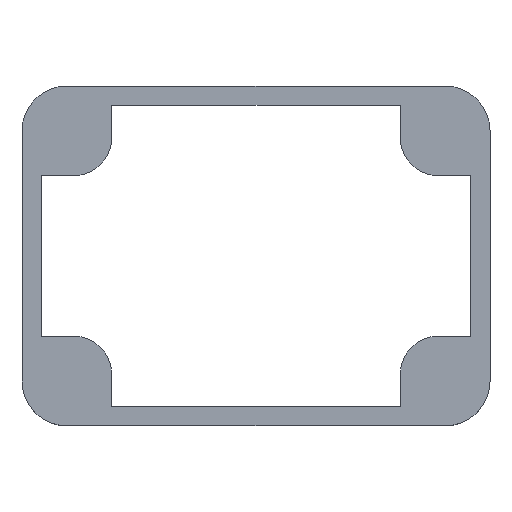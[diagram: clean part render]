
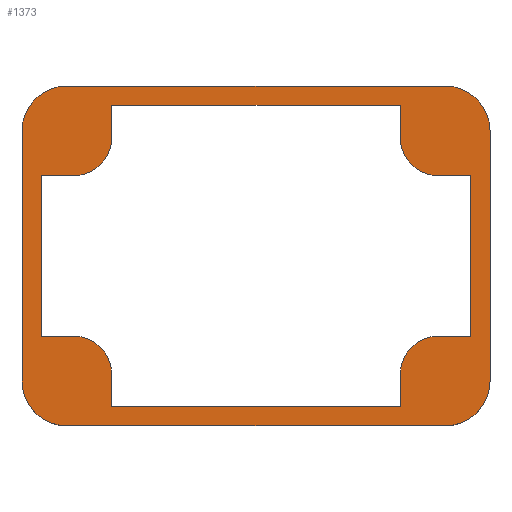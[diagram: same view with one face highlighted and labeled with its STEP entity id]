
A CAD part, top view. The second image highlights one B-rep face of the part: STEP entity #1373.
In plain terms, the highlighted planar face has unit normal (0, 0, 1).
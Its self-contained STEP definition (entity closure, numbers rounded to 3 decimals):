
#19=FACE_BOUND('',#246,.T.);
#90=CIRCLE('',#1468,6.);
#91=CIRCLE('',#1472,6.);
#92=CIRCLE('',#1476,6.);
#93=CIRCLE('',#1481,6.);
#94=CIRCLE('',#1487,7.);
#95=CIRCLE('',#1490,7.);
#96=CIRCLE('',#1493,7.);
#97=CIRCLE('',#1496,7.);
#167=FACE_OUTER_BOUND('',#245,.T.);
#245=EDGE_LOOP('',(#1212,#1213,#1214,#1215,#1216,#1217,#1218,#1219));
#246=EDGE_LOOP('',(#1220,#1221,#1222,#1223,#1224,#1225,#1226,#1227,#1228,
#1229,#1230,#1231,#1232,#1233,#1234,#1235));
#318=LINE('',#2054,#461);
#341=LINE('',#2116,#484);
#366=LINE('',#2209,#509);
#367=LINE('',#2212,#510);
#370=LINE('',#2219,#513);
#371=LINE('',#2222,#514);
#374=LINE('',#2230,#517);
#376=LINE('',#2234,#519);
#378=LINE('',#2238,#521);
#381=LINE('',#2246,#524);
#383=LINE('',#2250,#526);
#385=LINE('',#2253,#528);
#387=LINE('',#2258,#530);
#390=LINE('',#2266,#533);
#393=LINE('',#2274,#536);
#396=LINE('',#2282,#539);
#461=VECTOR('',#1629,10.);
#484=VECTOR('',#1692,10.);
#509=VECTOR('',#1791,10.);
#510=VECTOR('',#1794,10.);
#513=VECTOR('',#1803,10.);
#514=VECTOR('',#1806,10.);
#517=VECTOR('',#1815,10.);
#519=VECTOR('',#1819,10.);
#521=VECTOR('',#1823,10.);
#524=VECTOR('',#1832,10.);
#526=VECTOR('',#1836,10.);
#528=VECTOR('',#1840,10.);
#530=VECTOR('',#1844,10.);
#533=VECTOR('',#1853,10.);
#536=VECTOR('',#1862,10.);
#539=VECTOR('',#1871,10.);
#601=VERTEX_POINT('',#2051);
#602=VERTEX_POINT('',#2053);
#620=VERTEX_POINT('',#2113);
#621=VERTEX_POINT('',#2115);
#651=VERTEX_POINT('',#2203);
#652=VERTEX_POINT('',#2205);
#653=VERTEX_POINT('',#2211);
#654=VERTEX_POINT('',#2215);
#655=VERTEX_POINT('',#2221);
#656=VERTEX_POINT('',#2225);
#657=VERTEX_POINT('',#2229);
#658=VERTEX_POINT('',#2233);
#659=VERTEX_POINT('',#2237);
#660=VERTEX_POINT('',#2241);
#661=VERTEX_POINT('',#2245);
#662=VERTEX_POINT('',#2249);
#663=VERTEX_POINT('',#2255);
#664=VERTEX_POINT('',#2257);
#665=VERTEX_POINT('',#2261);
#666=VERTEX_POINT('',#2265);
#667=VERTEX_POINT('',#2269);
#668=VERTEX_POINT('',#2273);
#669=VERTEX_POINT('',#2277);
#670=VERTEX_POINT('',#2281);
#746=EDGE_CURVE('',#602,#601,#318,.T.);
#778=EDGE_CURVE('',#621,#620,#341,.T.);
#821=EDGE_CURVE('',#652,#651,#90,.T.);
#823=EDGE_CURVE('',#620,#652,#366,.T.);
#824=EDGE_CURVE('',#653,#621,#367,.T.);
#826=EDGE_CURVE('',#654,#653,#91,.T.);
#828=EDGE_CURVE('',#601,#654,#370,.T.);
#829=EDGE_CURVE('',#655,#602,#371,.T.);
#831=EDGE_CURVE('',#656,#655,#92,.T.);
#833=EDGE_CURVE('',#657,#656,#374,.T.);
#835=EDGE_CURVE('',#658,#657,#376,.T.);
#837=EDGE_CURVE('',#659,#658,#378,.T.);
#839=EDGE_CURVE('',#660,#659,#93,.T.);
#841=EDGE_CURVE('',#661,#660,#381,.T.);
#843=EDGE_CURVE('',#662,#661,#383,.T.);
#845=EDGE_CURVE('',#651,#662,#385,.T.);
#847=EDGE_CURVE('',#664,#663,#387,.T.);
#849=EDGE_CURVE('',#665,#664,#94,.T.);
#851=EDGE_CURVE('',#666,#665,#390,.T.);
#853=EDGE_CURVE('',#667,#666,#95,.T.);
#855=EDGE_CURVE('',#668,#667,#393,.T.);
#857=EDGE_CURVE('',#669,#668,#96,.T.);
#859=EDGE_CURVE('',#670,#669,#396,.T.);
#861=EDGE_CURVE('',#663,#670,#97,.T.);
#1212=ORIENTED_EDGE('',*,*,#861,.T.);
#1213=ORIENTED_EDGE('',*,*,#859,.T.);
#1214=ORIENTED_EDGE('',*,*,#857,.T.);
#1215=ORIENTED_EDGE('',*,*,#855,.T.);
#1216=ORIENTED_EDGE('',*,*,#853,.T.);
#1217=ORIENTED_EDGE('',*,*,#851,.T.);
#1218=ORIENTED_EDGE('',*,*,#849,.T.);
#1219=ORIENTED_EDGE('',*,*,#847,.T.);
#1220=ORIENTED_EDGE('',*,*,#845,.T.);
#1221=ORIENTED_EDGE('',*,*,#843,.T.);
#1222=ORIENTED_EDGE('',*,*,#841,.T.);
#1223=ORIENTED_EDGE('',*,*,#839,.T.);
#1224=ORIENTED_EDGE('',*,*,#837,.T.);
#1225=ORIENTED_EDGE('',*,*,#835,.T.);
#1226=ORIENTED_EDGE('',*,*,#833,.T.);
#1227=ORIENTED_EDGE('',*,*,#831,.T.);
#1228=ORIENTED_EDGE('',*,*,#829,.T.);
#1229=ORIENTED_EDGE('',*,*,#746,.T.);
#1230=ORIENTED_EDGE('',*,*,#828,.T.);
#1231=ORIENTED_EDGE('',*,*,#826,.T.);
#1232=ORIENTED_EDGE('',*,*,#824,.T.);
#1233=ORIENTED_EDGE('',*,*,#778,.T.);
#1234=ORIENTED_EDGE('',*,*,#823,.T.);
#1235=ORIENTED_EDGE('',*,*,#821,.T.);
#1303=PLANE('',#1497);
#1373=ADVANCED_FACE('',(#167,#19),#1303,.T.);
#1468=AXIS2_PLACEMENT_3D('',#2206,#1786,#1787);
#1472=AXIS2_PLACEMENT_3D('',#2216,#1798,#1799);
#1476=AXIS2_PLACEMENT_3D('',#2226,#1810,#1811);
#1481=AXIS2_PLACEMENT_3D('',#2242,#1827,#1828);
#1487=AXIS2_PLACEMENT_3D('',#2262,#1848,#1849);
#1490=AXIS2_PLACEMENT_3D('',#2270,#1857,#1858);
#1493=AXIS2_PLACEMENT_3D('',#2278,#1866,#1867);
#1496=AXIS2_PLACEMENT_3D('',#2285,#1875,#1876);
#1497=AXIS2_PLACEMENT_3D('',#2286,#1877,#1878);
#1629=DIRECTION('',(0.,1.,0.));
#1692=DIRECTION('',(1.,0.,0.));
#1786=DIRECTION('center_axis',(0.,0.,1.));
#1787=DIRECTION('ref_axis',(-1.,0.,0.));
#1791=DIRECTION('',(0.,-1.,0.));
#1794=DIRECTION('',(0.,1.,0.));
#1798=DIRECTION('center_axis',(0.,0.,1.));
#1799=DIRECTION('ref_axis',(0.,-1.,0.));
#1803=DIRECTION('',(1.,0.,0.));
#1806=DIRECTION('',(-1.,0.,0.));
#1810=DIRECTION('center_axis',(0.,0.,1.));
#1811=DIRECTION('ref_axis',(1.,0.,0.));
#1815=DIRECTION('',(0.,1.,0.));
#1819=DIRECTION('',(-1.,0.,0.));
#1823=DIRECTION('',(0.,-1.,0.));
#1827=DIRECTION('center_axis',(0.,0.,1.));
#1828=DIRECTION('ref_axis',(0.,1.,0.));
#1832=DIRECTION('',(-1.,0.,0.));
#1836=DIRECTION('',(0.,-1.,0.));
#1840=DIRECTION('',(1.,0.,0.));
#1844=DIRECTION('',(-1.,0.,0.));
#1848=DIRECTION('center_axis',(0.,0.,1.));
#1849=DIRECTION('ref_axis',(1.,0.,0.));
#1853=DIRECTION('',(0.,1.,0.));
#1857=DIRECTION('center_axis',(0.,0.,1.));
#1858=DIRECTION('ref_axis',(0.,-1.,0.));
#1862=DIRECTION('',(1.,0.,0.));
#1866=DIRECTION('center_axis',(0.,0.,1.));
#1867=DIRECTION('ref_axis',(-1.,0.,0.));
#1871=DIRECTION('',(0.,-1.,0.));
#1875=DIRECTION('center_axis',(0.,0.,1.));
#1876=DIRECTION('ref_axis',(0.,1.,0.));
#1877=DIRECTION('center_axis',(0.,0.,1.));
#1878=DIRECTION('ref_axis',(1.,0.,0.));
#2051=CARTESIAN_POINT('',(-1.,35.,6.586));
#2053=CARTESIAN_POINT('',(-1.,10.,6.586));
#2054=CARTESIAN_POINT('',(-1.,3.,6.586));
#2113=CARTESIAN_POINT('',(55.,46.,6.586));
#2115=CARTESIAN_POINT('',(10.,46.,6.586));
#2116=CARTESIAN_POINT('',(3.,46.,6.586));
#2203=CARTESIAN_POINT('',(61.,35.,6.586));
#2205=CARTESIAN_POINT('',(55.,41.,6.586));
#2206=CARTESIAN_POINT('Origin',(61.,41.,6.586));
#2209=CARTESIAN_POINT('',(55.,41.,6.586));
#2211=CARTESIAN_POINT('',(10.,41.,6.586));
#2212=CARTESIAN_POINT('',(10.,46.,6.586));
#2215=CARTESIAN_POINT('',(4.,35.,6.586));
#2216=CARTESIAN_POINT('Origin',(4.,41.,6.586));
#2219=CARTESIAN_POINT('',(4.,35.,6.586));
#2221=CARTESIAN_POINT('',(4.,10.,6.586));
#2222=CARTESIAN_POINT('',(4.,10.,6.586));
#2225=CARTESIAN_POINT('',(10.,4.,6.586));
#2226=CARTESIAN_POINT('Origin',(4.,4.,6.586));
#2229=CARTESIAN_POINT('',(10.,-1.,6.586));
#2230=CARTESIAN_POINT('',(10.,-1.,6.586));
#2233=CARTESIAN_POINT('',(55.,-1.,6.586));
#2234=CARTESIAN_POINT('',(62.,-1.,6.586));
#2237=CARTESIAN_POINT('',(55.,4.,6.586));
#2238=CARTESIAN_POINT('',(55.,4.,6.586));
#2241=CARTESIAN_POINT('',(61.,10.,6.586));
#2242=CARTESIAN_POINT('Origin',(61.,4.,6.586));
#2245=CARTESIAN_POINT('',(66.,10.,6.586));
#2246=CARTESIAN_POINT('',(66.,10.,6.586));
#2249=CARTESIAN_POINT('',(66.,35.,6.586));
#2250=CARTESIAN_POINT('',(66.,42.,6.586));
#2253=CARTESIAN_POINT('',(66.,35.,6.586));
#2255=CARTESIAN_POINT('',(3.,49.,6.586));
#2257=CARTESIAN_POINT('',(62.,49.,6.586));
#2258=CARTESIAN_POINT('',(3.,49.,6.586));
#2261=CARTESIAN_POINT('',(69.,42.,6.586));
#2262=CARTESIAN_POINT('Origin',(62.,42.,6.586));
#2265=CARTESIAN_POINT('',(69.,3.,6.586));
#2266=CARTESIAN_POINT('',(69.,42.,6.586));
#2269=CARTESIAN_POINT('',(62.,-4.,6.586));
#2270=CARTESIAN_POINT('Origin',(62.,3.,6.586));
#2273=CARTESIAN_POINT('',(3.,-4.,6.586));
#2274=CARTESIAN_POINT('',(62.,-4.,6.586));
#2277=CARTESIAN_POINT('',(-4.,3.,6.586));
#2278=CARTESIAN_POINT('Origin',(3.,3.,6.586));
#2281=CARTESIAN_POINT('',(-4.,42.,6.586));
#2282=CARTESIAN_POINT('',(-4.,3.,6.586));
#2285=CARTESIAN_POINT('Origin',(3.,42.,6.586));
#2286=CARTESIAN_POINT('Origin',(32.5,22.5,6.586));
